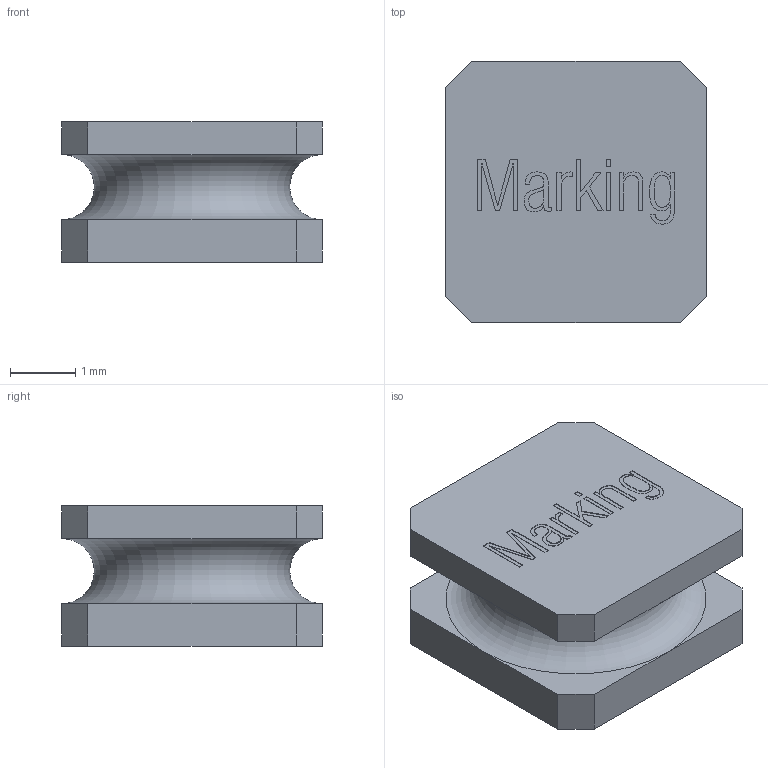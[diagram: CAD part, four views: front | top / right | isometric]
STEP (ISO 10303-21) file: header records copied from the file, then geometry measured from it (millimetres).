
FILE_DESCRIPTION(/* description */ ('Unknown'),/* implementation_level */ '2;1');
FILE_NAME(/* name */ 'L_Wurth_WE-LQS-4025',/* time_stamp */ '2023-02-02T09:53:02+08:00',/* author */ ('Unknown'),/* organization */ ('Unknown'),/* preprocessor_version */ 'ST-DEVELOPER v16.7',/* originating_system */ 'Solid Edge',/* authorisation */ 'Unknown');
FILE_SCHEMA (('AUTOMOTIVE_DESIGN {1 0 10303 214 3 1 1}'));
Length unit declared in the file: millimetre
Products named in the file (1): L_Wurth_WE-LQS-4025
Bounding box: 4 x 4 x 2.15 mm (x, y, z)
Volume: 26.2 mm3; surface area: 71.7 mm2
Topology: 1 solids, 1 shells, 108 faces, 278 edges, 182 vertices
Faces by surface type: plane 95, bspline 11, cylinder 1, torus 1
Entity records: 4409 total; most frequent: CARTESIAN_POINT 1070, ORIENTED_EDGE 552, DIRECTION 460, EDGE_CURVE 276, LINE 244, VECTOR 244, VERTEX_POINT 182, EDGE_LOOP 120
